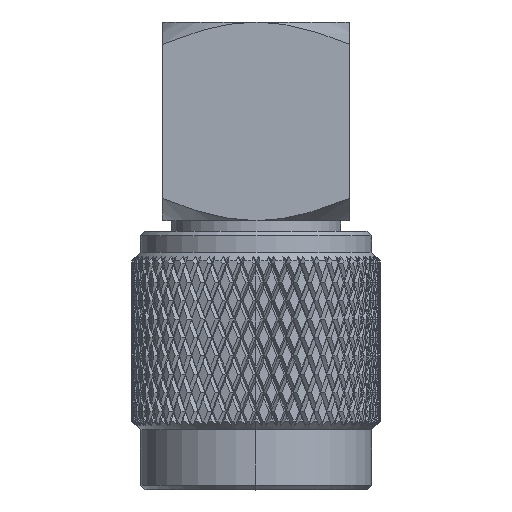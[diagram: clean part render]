
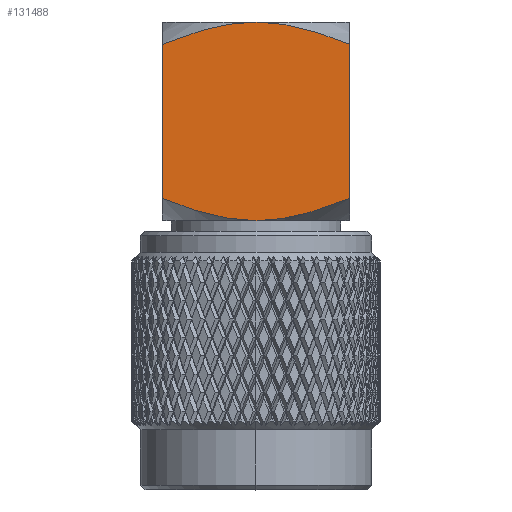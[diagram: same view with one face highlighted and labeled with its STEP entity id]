
A CAD part, top view. The second image highlights one B-rep face of the part: STEP entity #131488.
In plain terms, the highlighted face is planar.
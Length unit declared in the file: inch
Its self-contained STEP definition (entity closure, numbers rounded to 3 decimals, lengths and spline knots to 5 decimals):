
#2695 = LINE ( 'NONE', #50889, #10066 ) ;
#5438 = VERTEX_POINT ( 'NONE', #159822 ) ;
#8611 = CARTESIAN_POINT ( 'NONE',  ( -0.215, 0.17693, 0.215 ) ) ;
#10066 = VECTOR ( 'NONE', #123919, 39.37008 ) ;
#11007 = VERTEX_POINT ( 'NONE', #30722 ) ;
#17738 = CARTESIAN_POINT ( 'NONE',  ( -0.215, -0.22162, -0.07391 ) ) ;
#18934 = VERTEX_POINT ( 'NONE', #107632 ) ;
#21093 = B_SPLINE_CURVE_WITH_KNOTS ( 'NONE', 3,
 ( #179073, #193417, #37705, #35685, #160658, #100168, #162680, #128907 ),
 .UNSPECIFIED., .F., .F.,
 ( 4, 2, 2, 4 ),
 ( 0.00608, 0.0089, 0.01031, 0.01173 ),
 .UNSPECIFIED. ) ;
#26028 = AXIS2_PLACEMENT_3D ( 'NONE', #159245, #186997, #46635 ) ;
#30722 = CARTESIAN_POINT ( 'NONE',  ( -0.215, 0.17693, -0.215 ) ) ;
#32056 = EDGE_CURVE ( 'NONE', #161580, #18934, #2695, .T. ) ;
#34449 = B_SPLINE_CURVE_WITH_KNOTS ( 'NONE', 3,
 ( #127356, #177517, #191897, #17738, #175505, #83299, #99640, #130385 ),
 .UNSPECIFIED., .F., .F.,
 ( 4, 2, 2, 4 ),
 ( 0.01983, 0.02123, 0.02262, 0.02542 ),
 .UNSPECIFIED. ) ;
#35685 = CARTESIAN_POINT ( 'NONE',  ( -0.215, 0.21778, -0.09197 ) ) ;
#37705 = CARTESIAN_POINT ( 'NONE',  ( -0.215, 0.2037, -0.14559 ) ) ;
#42081 = CARTESIAN_POINT ( 'NONE',  ( -0.215, 0.20848, 0.12741 ) ) ;
#46635 = DIRECTION ( 'NONE',  ( 0., 0., -1. ) ) ;
#48654 = CARTESIAN_POINT ( 'NONE',  ( -0.215, -0.20848, 0.12741 ) ) ;
#50889 = CARTESIAN_POINT ( 'NONE',  ( -0.215, -0.22835, 0.215 ) ) ;
#61051 = CARTESIAN_POINT ( 'NONE',  ( -0.215, -0.17693, 0.215 ) ) ;
#65840 = ORIENTED_EDGE ( 'NONE', *, *, #161368, .F. ) ;
#75092 = LINE ( 'NONE', #134516, #104225 ) ;
#76904 = CARTESIAN_POINT ( 'NONE',  ( -0.215, 0.22835, 0.0373 ) ) ;
#83299 = CARTESIAN_POINT ( 'NONE',  ( -0.215, -0.2037, -0.14559 ) ) ;
#91165 = VERTEX_POINT ( 'NONE', #131668 ) ;
#91740 = ORIENTED_EDGE ( 'NONE', *, *, #148742, .T. ) ;
#94729 = CARTESIAN_POINT ( 'NONE',  ( -0.215, -0.2029, 0.14522 ) ) ;
#96376 = ORIENTED_EDGE ( 'NONE', *, *, #189301, .F. ) ;
#99640 = CARTESIAN_POINT ( 'NONE',  ( -0.215, -0.19094, -0.18067 ) ) ;
#100168 = CARTESIAN_POINT ( 'NONE',  ( -0.215, 0.22691, -0.03725 ) ) ;
#100323 = ORIENTED_EDGE ( 'NONE', *, *, #32056, .F. ) ;
#100647 = B_SPLINE_CURVE_WITH_KNOTS ( 'NONE', 3,
 ( #135341, #76904, #137342, #42081, #151721, #103543, #119926, #199846 ),
 .UNSPECIFIED., .F., .F.,
 ( 4, 2, 2, 4 ),
 ( 0.01173, 0.01457, 0.016, 0.01742 ),
 .UNSPECIFIED. ) ;
#103543 = CARTESIAN_POINT ( 'NONE',  ( -0.215, 0.19062, 0.18046 ) ) ;
#104225 = VECTOR ( 'NONE', #181686, 39.37008 ) ;
#107632 = CARTESIAN_POINT ( 'NONE',  ( -0.215, -0.17693, 0.215 ) ) ;
#112471 = EDGE_LOOP ( 'NONE', ( #96376, #100323, #116267, #65840, #91740, #159157 ) ) ;
#116064 = EDGE_CURVE ( 'NONE', #91165, #191437, #34449, .T. ) ;
#116267 = ORIENTED_EDGE ( 'NONE', *, *, #147188, .F. ) ;
#119926 = CARTESIAN_POINT ( 'NONE',  ( -0.215, 0.18395, 0.19781 ) ) ;
#123919 = DIRECTION ( 'NONE',  ( 0., -1., 0. ) ) ;
#124468 = PLANE ( 'NONE',  #26028 ) ;
#124494 = CARTESIAN_POINT ( 'NONE',  ( -0.215, -0.18395, 0.19781 ) ) ;
#125513 = CARTESIAN_POINT ( 'NONE',  ( -0.215, -0.19062, 0.18046 ) ) ;
#126687 = CARTESIAN_POINT ( 'NONE',  ( -0.215, -0.17693, -0.215 ) ) ;
#127356 = CARTESIAN_POINT ( 'NONE',  ( -0.215, -0.22835, 0. ) ) ;
#128907 = CARTESIAN_POINT ( 'NONE',  ( -0.215, 0.22835, 0. ) ) ;
#130385 = CARTESIAN_POINT ( 'NONE',  ( -0.215, -0.17693, -0.215 ) ) ;
#131488 = ADVANCED_FACE ( 'NONE', ( #143863 ), #124468, .F. ) ;
#131668 = CARTESIAN_POINT ( 'NONE',  ( -0.215, -0.22835, 0. ) ) ;
#133835 = B_SPLINE_CURVE_WITH_KNOTS ( 'NONE', 3,
 ( #61051, #124494, #125513, #94729, #48654, #153236, #169606, #202370 ),
 .UNSPECIFIED., .F., .F.,
 ( 4, 2, 2, 4 ),
 ( 0.01418, 0.0156, 0.01701, 0.01983 ),
 .UNSPECIFIED. ) ;
#134516 = CARTESIAN_POINT ( 'NONE',  ( -0.215, -0.22835, -0.215 ) ) ;
#135341 = CARTESIAN_POINT ( 'NONE',  ( -0.215, 0.22835, 0. ) ) ;
#137342 = CARTESIAN_POINT ( 'NONE',  ( -0.215, 0.22256, 0.07369 ) ) ;
#143863 = FACE_OUTER_BOUND ( 'NONE', #112471, .T. ) ;
#147188 = EDGE_CURVE ( 'NONE', #5438, #161580, #100647, .T. ) ;
#148742 = EDGE_CURVE ( 'NONE', #11007, #191437, #75092, .T. ) ;
#151721 = CARTESIAN_POINT ( 'NONE',  ( -0.215, 0.2029, 0.14522 ) ) ;
#153236 = CARTESIAN_POINT ( 'NONE',  ( -0.215, -0.22256, 0.07369 ) ) ;
#159157 = ORIENTED_EDGE ( 'NONE', *, *, #116064, .F. ) ;
#159245 = CARTESIAN_POINT ( 'NONE',  ( -0.215, -0.22835, 0.215 ) ) ;
#159822 = CARTESIAN_POINT ( 'NONE',  ( -0.215, 0.22835, 0. ) ) ;
#160658 = CARTESIAN_POINT ( 'NONE',  ( -0.215, 0.22162, -0.07391 ) ) ;
#161368 = EDGE_CURVE ( 'NONE', #11007, #5438, #21093, .T. ) ;
#161580 = VERTEX_POINT ( 'NONE', #8611 ) ;
#162680 = CARTESIAN_POINT ( 'NONE',  ( -0.215, 0.22835, -0.01849 ) ) ;
#169606 = CARTESIAN_POINT ( 'NONE',  ( -0.215, -0.22835, 0.0373 ) ) ;
#175505 = CARTESIAN_POINT ( 'NONE',  ( -0.215, -0.21778, -0.09197 ) ) ;
#177517 = CARTESIAN_POINT ( 'NONE',  ( -0.215, -0.22835, -0.01849 ) ) ;
#179073 = CARTESIAN_POINT ( 'NONE',  ( -0.215, 0.17693, -0.215 ) ) ;
#181686 = DIRECTION ( 'NONE',  ( 0., -1., 0. ) ) ;
#186997 = DIRECTION ( 'NONE',  ( 1., 0., 0. ) ) ;
#189301 = EDGE_CURVE ( 'NONE', #18934, #91165, #133835, .T. ) ;
#191437 = VERTEX_POINT ( 'NONE', #126687 ) ;
#191897 = CARTESIAN_POINT ( 'NONE',  ( -0.215, -0.22691, -0.03725 ) ) ;
#193417 = CARTESIAN_POINT ( 'NONE',  ( -0.215, 0.19094, -0.18067 ) ) ;
#199846 = CARTESIAN_POINT ( 'NONE',  ( -0.215, 0.17693, 0.215 ) ) ;
#202370 = CARTESIAN_POINT ( 'NONE',  ( -0.215, -0.22835, 0. ) ) ;
